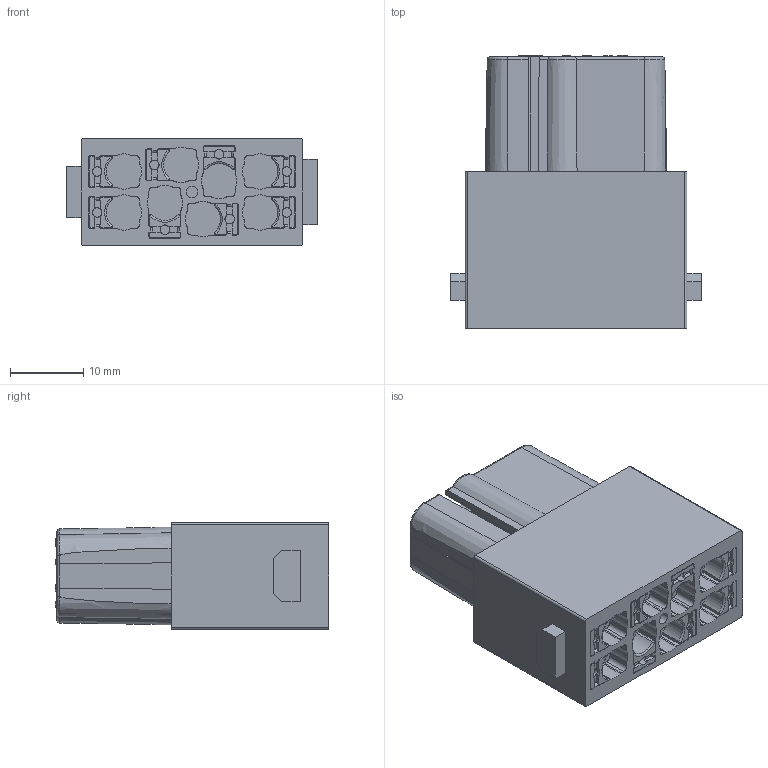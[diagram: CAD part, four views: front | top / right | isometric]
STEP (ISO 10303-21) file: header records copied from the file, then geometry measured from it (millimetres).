
FILE_DESCRIPTION(/* description */ (''),/* implementation_level */ '2;1');
FILE_NAME(/* name */ '3D_1290080020001_HMEE-008-FQ_V1.0_stp.stp',/* time_stamp */ '2024-02-04T14:50:08+08:00',/* author */ (''),/* organization */ (''),/* preprocessor_version */ 'ST-DEVELOPER v18.1',/* originating_system */ 'SIEMENS PLM Software NX 1980',/* authorisation */ '');
FILE_SCHEMA (('AUTOMOTIVE_DESIGN { 1 0 10303 214 3 1 1 1 }'));
Length unit declared in the file: millimetre
Products named in the file (1): 1318193024BDb76i
Bounding box: 34.2 x 37.3 x 14.6 mm (x, y, z)
Volume: 12012.1 mm3; surface area: 6384.7 mm2
Topology: 1 solids, 1 shells, 720 faces, 1984 edges, 1308 vertices
Faces by surface type: plane 379, cylinder 267, cone 34, extrusion 26, torus 14
Entity records: 28304 total; most frequent: CARTESIAN_POINT 6459, ORIENTED_EDGE 3968, DIRECTION 3262, EDGE_CURVE 1984, VERTEX_POINT 1308, VECTOR 1100, AXIS2_PLACEMENT_3D 1081, LINE 1074
